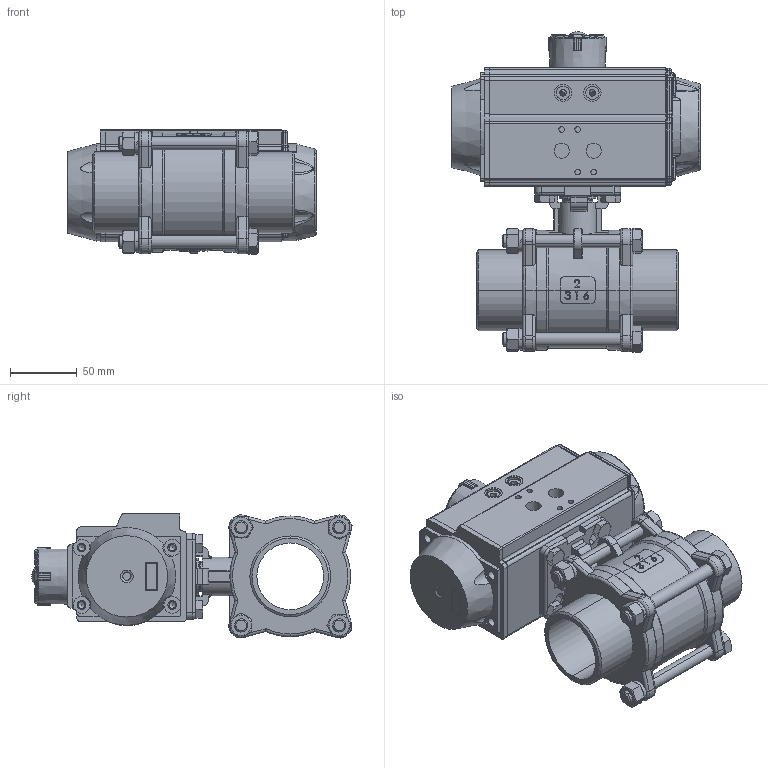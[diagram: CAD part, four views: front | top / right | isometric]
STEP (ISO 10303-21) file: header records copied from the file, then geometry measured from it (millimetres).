
FILE_DESCRIPTION(/* description */ ('Unknown'),/* implementation_level */ '2;1');
FILE_NAME(/* name */ 'PD03 9337-09',/* time_stamp */ '2025-02-04T11:03:36+01:00',/* author */ ('Unknown'),/* organization */ ('Unknown'),/* preprocessor_version */ 'ST-DEVELOPER v19.4',/* originating_system */ 'Solid Edge',/* authorisation */ 'Unknown');
FILE_SCHEMA (('AUTOMOTIVE_DESIGN {1 0 10303 214 3 1 1}'));
Products named in the file (25): PD039337-09; 9337-09_oa_0; 蹟邡; 蹟譫B_GB_FASTENER_NUT_SNC1 M10-N; 弹簧垫圈B_GB_FASTENER_WASHER_SW 10; 概裝蹟譫; 滅侂え; MV-83HB-G(J)-DN50; 碟型垫圈; 概极; 密封圈; 揤杶; 概釱; 沓蹋ㄗ奻ㄘ; PD03_PE02; vt65-2016-06-25; Optische Anzeige; ______; ________(___________; cup head nib bolts with large head gb_GB_FASTENER_BOLT_CHNBW M6X25-N; ____65______ ______; VT65_____________MIR; zhou65; VTE65____; DIN 933 M8x20 A2-70 BLK_EDST
Assembly tree (42 placements, depth 4):
  PD039337-09
    9337-09_oa_0
      蹟邡  x4
      蹟譫B_GB_FASTENER_NUT_SNC1 M10-N  x4
      弹簧垫圈B_GB_FASTENER_WASHER_SW 10  x4
      概裝蹟譫
      滅侂え
      MV-83HB-G(J)-DN50  x2
      碟型垫圈  x2
      概极
      密封圈
      揤杶
      概釱
      沓蹋ㄗ奻ㄘ
    PD03_PE02
      vt65-2016-06-25
      Optische Anzeige
        ______
        ________(___________  x4
        cup head nib bolts with large head gb_GB_FASTENER_BOLT_CHNBW M6X25-N
      ____65______ ______  x2
      VT65_____________MIR
      zhou65
      VTE65____
    DIN 933 M8x20 A2-70 BLK_EDST  x4
Bounding box: 186.5 x 240.3 x 93.5 mm (x, y, z)
Volume: 1037425.1 mm3; surface area: 358684.9 mm2
Topology: 39 solids, 39 shells, 3007 faces, 7510 edges, 4664 vertices
Faces by surface type: plane 989, cylinder 954, bspline 472, torus 308, cone 251, sphere 33
Full cylindrical faces by diameter (mm): 3 x16, 3.3 x8, 4.134 x8, 4.66 x1, 4.917 x15, 5 x1, 6 x1, 6.2 x1, 6.5 x4, 6.647 x4, 8 x4, 10 x8, 11 x1, 11.4 x1, 11.445 x2, 12 x1, 12.5 x2, 12.9 x1, 13 x6, 14 x5, 15 x1, 16.2 x18, 17 x2, 20 x2, 22.5 x1, 24.2 x1, 24.4 x1, 28 x4, 38.5 x1, 56 x2
Entity records: 100222 total; most frequent: CARTESIAN_POINT 50678, ORIENTED_EDGE 10590, DIRECTION 9139, EDGE_CURVE 5295, AXIS2_PLACEMENT_3D 3563, VERTEX_POINT 3470, FACE_BOUND 2649, EDGE_LOOP 2629
